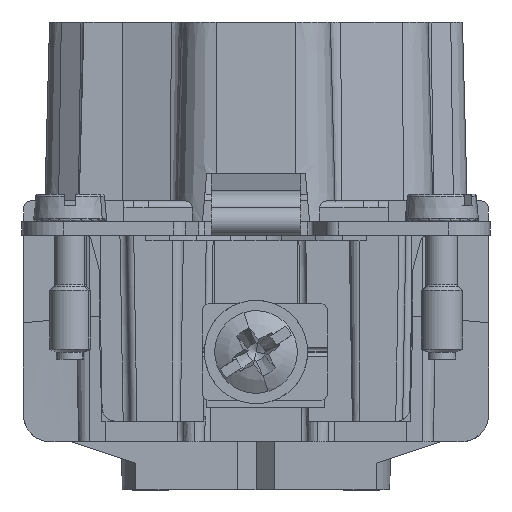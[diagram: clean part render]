
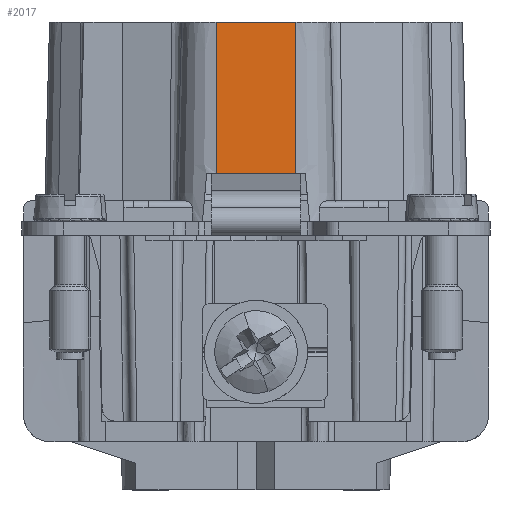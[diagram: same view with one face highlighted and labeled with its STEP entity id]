
A CAD part, front view. The second image highlights one B-rep face of the part: STEP entity #2017.
In plain terms, the highlighted planar face has unit normal (0, -1, 0.026).
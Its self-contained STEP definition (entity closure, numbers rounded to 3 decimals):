
#1997=AXIS2_PLACEMENT_3D('Plane Axis2P3D',#1994,#1995,#1996) ;
#203=CARTESIAN_POINT('Vertex',(14.1,2.745,34.)) ;
#206=CARTESIAN_POINT('Line Origine',(17.,2.745,34.)) ;
#210=CARTESIAN_POINT('Vertex',(19.9,2.745,34.)) ;
#1962=CARTESIAN_POINT('Line Origine',(19.9,2.559,26.9)) ;
#1966=CARTESIAN_POINT('Vertex',(19.9,2.457,23.)) ;
#1994=CARTESIAN_POINT('Axis2P3D Location',(17.,2.745,34.)) ;
#1999=CARTESIAN_POINT('Line Origine',(17.,2.457,23.)) ;
#2003=CARTESIAN_POINT('Vertex',(14.1,2.457,23.)) ;
#2006=CARTESIAN_POINT('Line Origine',(14.1,2.559,26.9)) ;
#207=DIRECTION('Vector Direction',(-1.,0.,0.)) ;
#1963=DIRECTION('Vector Direction',(0.,-0.026,-1.)) ;
#1995=DIRECTION('Axis2P3D Direction',(0.,1.,-0.026)) ;
#1996=DIRECTION('Axis2P3D XDirection',(1.,0.,0.)) ;
#2000=DIRECTION('Vector Direction',(1.,0.,0.)) ;
#2007=DIRECTION('Vector Direction',(0.,-0.026,-1.)) ;
#208=VECTOR('Line Direction',#207,1.) ;
#1964=VECTOR('Line Direction',#1963,1.) ;
#2001=VECTOR('Line Direction',#2000,1.) ;
#2008=VECTOR('Line Direction',#2007,1.) ;
#2012=ORIENTED_EDGE('',*,*,#2005,.T.) ;
#2013=ORIENTED_EDGE('',*,*,#1968,.F.) ;
#2014=ORIENTED_EDGE('',*,*,#212,.F.) ;
#2015=ORIENTED_EDGE('',*,*,#2010,.T.) ;
#2017=ADVANCED_FACE('Hauptk\X2\00F6\X0\rper',(#2016),#1998,.F.) ;
#212=EDGE_CURVE('',#204,#211,#209,.F.) ;
#1968=EDGE_CURVE('',#211,#1967,#1965,.T.) ;
#2005=EDGE_CURVE('',#2004,#1967,#2002,.T.) ;
#2010=EDGE_CURVE('',#204,#2004,#2009,.T.) ;
#2011=EDGE_LOOP('',(#2012,#2013,#2014,#2015)) ;
#2016=FACE_OUTER_BOUND('',#2011,.T.) ;
#209=LINE('Line',#206,#208) ;
#1965=LINE('Line',#1962,#1964) ;
#2002=LINE('Line',#1999,#2001) ;
#2009=LINE('Line',#2006,#2008) ;
#1998=PLANE('',#1997) ;
#204=VERTEX_POINT('',#203) ;
#211=VERTEX_POINT('',#210) ;
#1967=VERTEX_POINT('',#1966) ;
#2004=VERTEX_POINT('',#2003) ;
